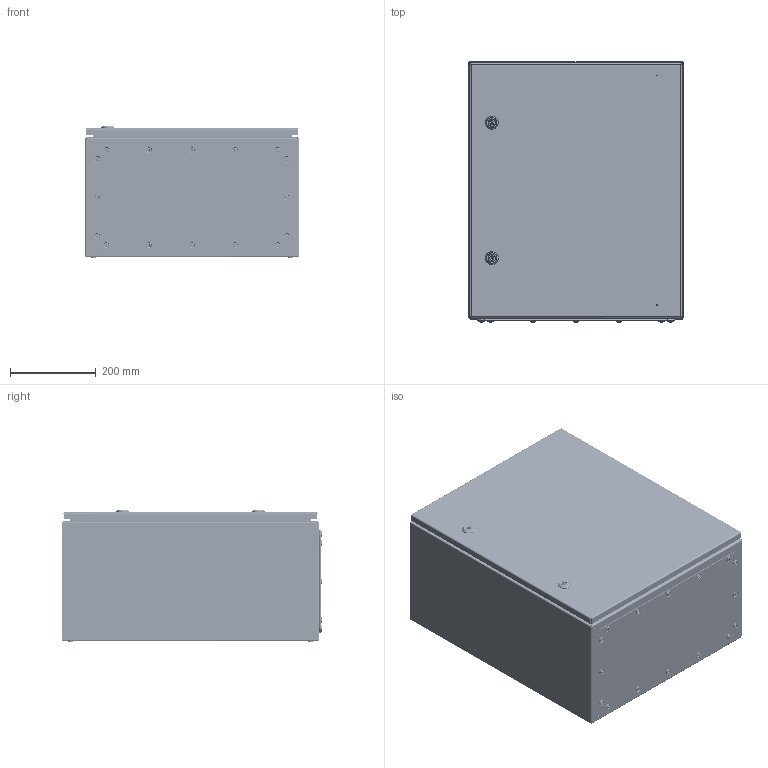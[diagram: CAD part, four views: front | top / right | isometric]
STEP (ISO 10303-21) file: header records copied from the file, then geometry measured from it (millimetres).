
FILE_DESCRIPTION (( 'STEP AP203' ), '1' );
FILE_NAME ('U3640060503 Êîðïóñ UC2M 60.50.30 IP66 (752.000.364).STEP', '2022-04-29T08:43:18', ( '' ), ( '' ), 'SwSTEP 2.0', 'SolidWorks 2017', '' );
FILE_SCHEMA (( 'CONFIG_CONTROL_DESIGN' ));
Length unit declared in the file: millimetre
Products named in the file (38): Ñòîïîðíàÿ âòóëêà ïåòëè 4-119 Dirak; 000.207.223 Äâåðêà UC2Ì 60.50_01 (60.50); 扻豵鵨_п-1; 003-393 Ñòåíêà íèæíÿÿ UC2_04 (00.50); 嵑殧趌11371_5; Âòóëêà ïåòëè 4-119 Dirak; Øïèëüêà ðåçüáîâàÿ Ì6_Œ6å12; ﾇ瑟鶴 Mesan 060-1-1-13-33_00; 嵑殧趌11371_6; 008-456 Ñòåíêà ïðîôèëüíàÿ UC2Ì 60.50.30_00 (60.50.30); 056-318 椯鴀殣罻 UC2M 60.50.30_00 (50.40.29); Îñíîâàíèå ïåòëè 4-119 Dirak; 010-415 Ïàíåëü ìîíòàæíàÿ UC2M 60.50_01 (60.50); Óïëîòíèòåëü ÏÏÓ äâåðêè UC2_36 (60.50); 蹴濋趌5915_M5; 000.241.316 署赅 UC2M_00 (50.30); Øïèëüêà çàçåìëåíèÿ CKF CS_Œ6å16; U3640060503 扻豵鵨 UC2M 60.50.30 IP66 (752.000.364); 040-116 Âèíò ñïåöèàëüíûé ST 4,8x9; 012-2046 Ïàíåëü äâåðêè UC2Ì 60.50_00 (60.50); Øïèëüêà ðåçüáîâàÿ Ì6_Œ8å30; 027-216 署赅 UC2蘝00 (50.30); Ïåòëÿ 4-119 Dirak_00; 嵑殧趌11371_8; Øàéáà íåéëîí Ø028_Œ5; Óïëîòíèòåëü ÏÏÓ êðûøêè  UC2M_50.30; 椻壚樇襝鴀 Mesan 33; 000.241.317 署赅 UC2蘝00 (50.30); 嵑殧趌6402_8; 蹴濋趌5915_M8; Øòèôò ïåòëè 4-119 Dirak; ч蜱齁罻 ST-6; 鎔艜_17473_M6x12; Øàéáà íåéëîí Ø028_Œ6; ч蜱齁罻 ST-9; 000.210.567 Îñíîâàíèå äâåðêè UC2 60.50_01 (60.50); 000.113.142 Êàðêàñ UC2Ì 60.50.30_00 (60.50.30); 019-99 Ïëàíêà z-îáðàçíàÿ_01 (60)
Assembly tree (120 placements, depth 4):
  U3640060503 扻豵鵨 UC2M 60.50.30 IP66 (752.000.364)
    000.113.142 Êàðêàñ UC2Ì 60.50.30_00 (60.50.30)
      008-456 Ñòåíêà ïðîôèëüíàÿ UC2Ì 60.50.30_00 (60.50.30)
      003-393 Ñòåíêà íèæíÿÿ UC2_04 (00.50)
      Øïèëüêà ðåçüáîâàÿ Ì6_Œ8å30  x4
      Øïèëüêà ðåçüáîâàÿ Ì6_Œ6å12  x8
      Øïèëüêà çàçåìëåíèÿ CKF CS_Œ6å16  x2
    000.207.223 Äâåðêà UC2Ì 60.50_01 (60.50)
      000.210.567 Îñíîâàíèå äâåðêè UC2 60.50_01 (60.50)
        012-2046 Ïàíåëü äâåðêè UC2Ì 60.50_00 (60.50)
        019-99 Ïëàíêà z-îáðàçíàÿ_01 (60)  x2
        Âòóëêà ïåòëè 4-119 Dirak  x2
        Øïèëüêà çàçåìëåíèÿ CKF CS_Œ6å16  x2
      Óïëîòíèòåëü ÏÏÓ äâåðêè UC2_36 (60.50)
      ﾇ瑟鶴 Mesan 060-1-1-13-33_00  x2
        扻豵鵨_п-1
        椻壚樇襝鴀 Mesan 33
        嵑殧趌11371_6
        鎔艜_17473_M6x12
    Ïåòëÿ 4-119 Dirak_00  x2
      Âòóëêà ïåòëè 4-119 Dirak
      Øòèôò ïåòëè 4-119 Dirak
      Îñíîâàíèå ïåòëè 4-119 Dirak
      Ñòîïîðíàÿ âòóëêà ïåòëè 4-119 Dirak
    嵑殧趌11371_5  x4
    Øàéáà íåéëîí Ø028_Œ5  x4
    蹴濋趌5915_M5  x4
    ч蜱齁罻 ST-6  x6
    ч蜱齁罻 ST-9  x4
    010-415 Ïàíåëü ìîíòàæíàÿ UC2M 60.50_01 (60.50)
    蹴濋趌5915_M8  x12
    嵑殧趌11371_8  x4
    嵑殧趌6402_8  x4
    000.241.316 署赅 UC2M_00 (50.30)
      000.241.317 署赅 UC2蘝00 (50.30)
        027-216 署赅 UC2蘝00 (50.30)
        Øïèëüêà çàçåìëåíèÿ CKF CS_Œ6å16
      Óïëîòíèòåëü ÏÏÓ êðûøêè  UC2M_50.30
    040-116 Âèíò ñïåöèàëüíûé ST 4,8x9  x16
    Øàéáà íåéëîí Ø028_Œ6  x16
    056-318 椯鴀殣罻 UC2M 60.50.30_00 (50.40.29)
Bounding box: 500.6 x 607.02 x 307.25 mm (x, y, z)
Volume: 2740728.2 mm3; surface area: 3408345.3 mm2
Topology: 139 solids, 141 shells, 5396 faces, 12580 edges, 7616 vertices
Faces by surface type: plane 1827, cylinder 1489, bspline 1214, cone 346, sphere 280, torus 240
Entity records: 110950 total; most frequent: CARTESIAN_POINT 51029, ORIENTED_EDGE 11842, DIRECTION 9362, EDGE_CURVE 5921, VERTEX_POINT 3808, LINE 3446, VECTOR 3446, AXIS2_PLACEMENT_3D 2958
